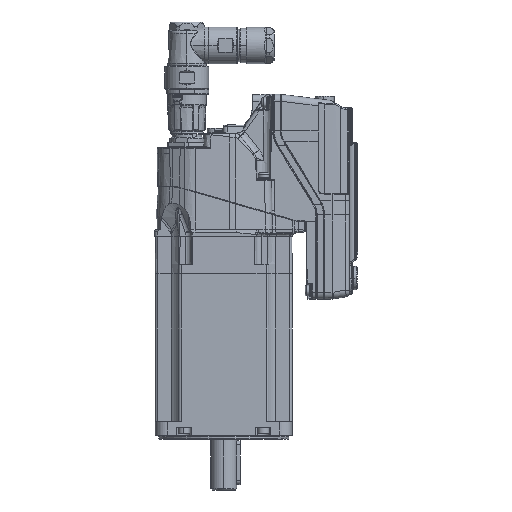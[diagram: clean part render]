
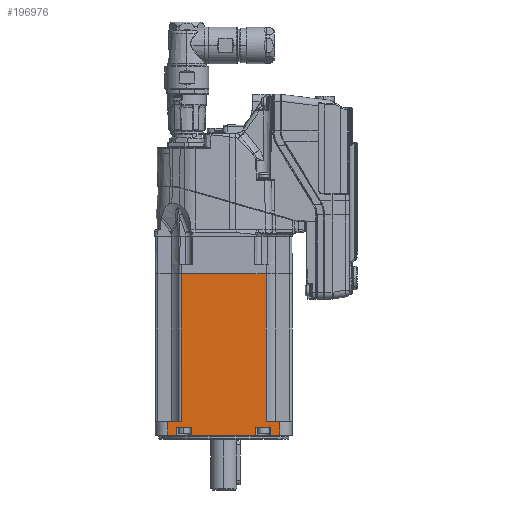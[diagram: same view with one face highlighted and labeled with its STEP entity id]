
A CAD part, left-side view. The second image highlights one B-rep face of the part: STEP entity #196976.
In plain terms, the highlighted planar face has unit normal (-1, 0, 0).
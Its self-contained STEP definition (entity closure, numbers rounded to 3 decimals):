
#189888=DIRECTION('',(0.,1.,0.));
#189889=VECTOR('',#189888,6.448);
#189890=CARTESIAN_POINT('',(-50.,-41.,19.));
#189891=LINE('',#189890,#189889);
#189923=CARTESIAN_POINT('',(-50.,-23.448,19.));
#189925=DIRECTION('',(0.,1.,0.));
#189926=VECTOR('',#189925,46.895);
#189927=CARTESIAN_POINT('',(-50.,-23.448,19.));
#189928=LINE('',#189927,#189926);
#189960=CARTESIAN_POINT('',(-50.,34.552,19.));
#189962=DIRECTION('',(0.,1.,0.));
#189963=VECTOR('',#189962,6.448);
#189964=CARTESIAN_POINT('',(-50.,34.552,19.));
#189965=LINE('',#189964,#189963);
#190848=DIRECTION('',(0.,0.,-1.));
#190849=VECTOR('',#190848,10.);
#190850=CARTESIAN_POINT('',(-50.,41.,19.));
#190851=LINE('',#190850,#190849);
#190856=DIRECTION('',(0.,1.,0.));
#190857=VECTOR('',#190856,62.);
#190858=CARTESIAN_POINT('',(-50.,-31.,-99.));
#190859=LINE('',#190858,#190857);
#190860=DIRECTION('',(0.,1.,0.));
#190861=VECTOR('',#190860,10.);
#190862=CARTESIAN_POINT('',(-50.,31.,9.));
#190863=LINE('',#190862,#190861);
#190864=DIRECTION('',(0.,-0.009,-1.));
#190865=VECTOR('',#190864,6.);
#190866=CARTESIAN_POINT('',(-50.,34.552,19.));
#190867=LINE('',#190866,#190865);
#190868=DIRECTION('',(0.,-1.,0.));
#190869=VECTOR('',#190868,11.);
#190870=CARTESIAN_POINT('',(-50.,34.5,13.));
#190871=LINE('',#190870,#190869);
#190872=DIRECTION('',(0.,-0.009,1.));
#190873=VECTOR('',#190872,6.);
#190874=CARTESIAN_POINT('',(-50.,23.5,13.));
#190875=LINE('',#190874,#190873);
#190876=DIRECTION('',(0.,-0.009,-1.));
#190877=VECTOR('',#190876,6.);
#190878=CARTESIAN_POINT('',(-50.,-23.448,19.));
#190879=LINE('',#190878,#190877);
#190880=DIRECTION('',(0.,-1.,0.));
#190881=VECTOR('',#190880,11.);
#190882=CARTESIAN_POINT('',(-50.,-23.5,13.));
#190883=LINE('',#190882,#190881);
#190884=DIRECTION('',(0.,-0.009,1.));
#190885=VECTOR('',#190884,6.);
#190886=CARTESIAN_POINT('',(-50.,-34.5,13.));
#190887=LINE('',#190886,#190885);
#190888=DIRECTION('',(0.,1.,0.));
#190889=VECTOR('',#190888,10.);
#190890=CARTESIAN_POINT('',(-50.,-41.,9.));
#190891=LINE('',#190890,#190889);
#190901=DIRECTION('',(0.,0.,-1.));
#190902=VECTOR('',#190901,108.);
#190903=CARTESIAN_POINT('',(-50.,31.,9.));
#190904=LINE('',#190903,#190902);
#191445=DIRECTION('',(0.,0.,1.));
#191446=VECTOR('',#191445,10.);
#191447=CARTESIAN_POINT('',(-50.,-41.,9.));
#191448=LINE('',#191447,#191446);
#191528=DIRECTION('',(0.,0.,1.));
#191529=VECTOR('',#191528,108.);
#191530=CARTESIAN_POINT('',(-50.,-31.,-99.));
#191531=LINE('',#191530,#191529);
#193372=CARTESIAN_POINT('',(-50.,-41.,19.));
#193373=VERTEX_POINT('',#193372);
#193374=CARTESIAN_POINT('',(-50.,-34.552,19.));
#193375=VERTEX_POINT('',#193374);
#193385=VERTEX_POINT('',#189923);
#193386=CARTESIAN_POINT('',(-50.,23.448,19.));
#193387=VERTEX_POINT('',#193386);
#193397=VERTEX_POINT('',#189960);
#193398=CARTESIAN_POINT('',(-50.,41.,19.));
#193399=VERTEX_POINT('',#193398);
#193507=CARTESIAN_POINT('',(-50.,31.,9.));
#193508=VERTEX_POINT('',#193507);
#193509=CARTESIAN_POINT('',(-50.,34.5,13.));
#193510=VERTEX_POINT('',#193509);
#193511=CARTESIAN_POINT('',(-50.,23.5,13.));
#193512=VERTEX_POINT('',#193511);
#193513=CARTESIAN_POINT('',(-50.,-23.5,13.));
#193514=VERTEX_POINT('',#193513);
#193515=CARTESIAN_POINT('',(-50.,-34.5,13.));
#193516=VERTEX_POINT('',#193515);
#193517=CARTESIAN_POINT('',(-50.,-41.,9.));
#193518=VERTEX_POINT('',#193517);
#193519=CARTESIAN_POINT('',(-50.,-31.,9.));
#193520=VERTEX_POINT('',#193519);
#193521=CARTESIAN_POINT('',(-50.,41.,9.));
#193522=VERTEX_POINT('',#193521);
#194189=CARTESIAN_POINT('',(-50.,31.,-99.));
#194190=VERTEX_POINT('',#194189);
#194191=CARTESIAN_POINT('',(-50.,-31.,-99.));
#194192=VERTEX_POINT('',#194191);
#196942=CARTESIAN_POINT('',(-50.,-41.,0.));
#196943=DIRECTION('',(-1.,0.,0.));
#196944=DIRECTION('',(0.,0.,1.));
#196945=AXIS2_PLACEMENT_3D('',#196942,#196943,#196944);
#196946=PLANE('',#196945);
#196947=ORIENTED_EDGE('',*,*,#196044,.T.);
#196949=ORIENTED_EDGE('',*,*,#196948,.F.);
#196951=ORIENTED_EDGE('',*,*,#196950,.T.);
#196952=ORIENTED_EDGE('',*,*,#196934,.F.);
#196953=ORIENTED_EDGE('',*,*,#195873,.F.);
#196955=ORIENTED_EDGE('',*,*,#196954,.T.);
#196957=ORIENTED_EDGE('',*,*,#196956,.T.);
#196959=ORIENTED_EDGE('',*,*,#196958,.T.);
#196960=ORIENTED_EDGE('',*,*,#195857,.F.);
#196962=ORIENTED_EDGE('',*,*,#196961,.T.);
#196964=ORIENTED_EDGE('',*,*,#196963,.T.);
#196966=ORIENTED_EDGE('',*,*,#196965,.T.);
#196967=ORIENTED_EDGE('',*,*,#195841,.F.);
#196969=ORIENTED_EDGE('',*,*,#196968,.F.);
#196971=ORIENTED_EDGE('',*,*,#196970,.T.);
#196973=ORIENTED_EDGE('',*,*,#196972,.F.);
#196974=EDGE_LOOP('',(#196947,#196949,#196951,#196952,#196953,#196955,#196957,
#196959,#196960,#196962,#196964,#196966,#196967,#196969,#196971,#196973));
#196975=FACE_OUTER_BOUND('',#196974,.F.);
#196976=ADVANCED_FACE('',(#196975),#196946,.T.);
#195841=EDGE_CURVE('',#193373,#193375,#189891,.T.);
#195857=EDGE_CURVE('',#193385,#193387,#189928,.T.);
#195873=EDGE_CURVE('',#193397,#193399,#189965,.T.);
#196044=EDGE_CURVE('',#194192,#194190,#190859,.T.);
#196934=EDGE_CURVE('',#193399,#193522,#190851,.T.);
#196948=EDGE_CURVE('',#193508,#194190,#190904,.T.);
#196950=EDGE_CURVE('',#193508,#193522,#190863,.T.);
#196954=EDGE_CURVE('',#193397,#193510,#190867,.T.);
#196956=EDGE_CURVE('',#193510,#193512,#190871,.T.);
#196958=EDGE_CURVE('',#193512,#193387,#190875,.T.);
#196961=EDGE_CURVE('',#193385,#193514,#190879,.T.);
#196963=EDGE_CURVE('',#193514,#193516,#190883,.T.);
#196965=EDGE_CURVE('',#193516,#193375,#190887,.T.);
#196968=EDGE_CURVE('',#193518,#193373,#191448,.T.);
#196970=EDGE_CURVE('',#193518,#193520,#190891,.T.);
#196972=EDGE_CURVE('',#194192,#193520,#191531,.T.);
